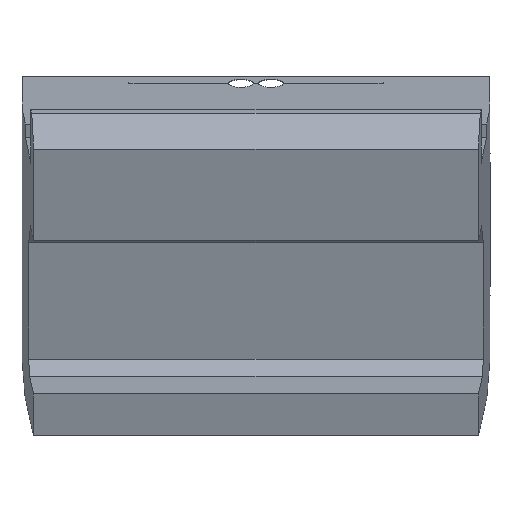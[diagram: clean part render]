
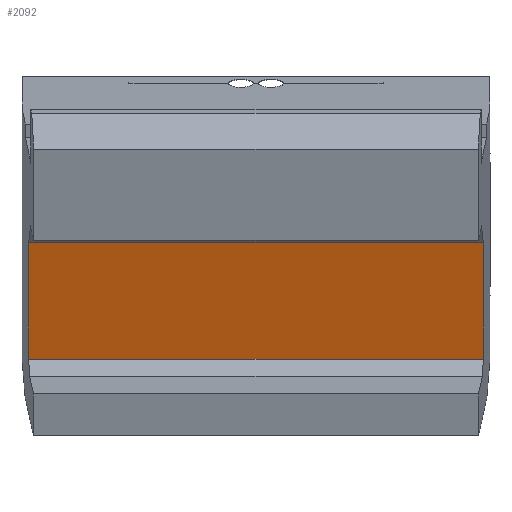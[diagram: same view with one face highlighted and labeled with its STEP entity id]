
A CAD part, left-side view. The second image highlights one B-rep face of the part: STEP entity #2092.
In plain terms, the highlighted planar face has unit normal (-0.947, 0, -0.322).
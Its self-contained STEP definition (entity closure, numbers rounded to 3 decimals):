
#489 = PLANE('',#490);
#490 = AXIS2_PLACEMENT_3D('',#491,#492,#493);
#491 = CARTESIAN_POINT('',(-1463.381,393.706,
    3893.487));
#492 = DIRECTION('',(-0.066,0.998,
    -0.022));
#493 = DIRECTION('',(-0.322,0.,0.947)
  );
#1379 = PLANE('',#1380);
#1380 = AXIS2_PLACEMENT_3D('',#1381,#1382,#1383);
#1381 = CARTESIAN_POINT('',(-1463.381,-393.706,
    3893.487));
#1382 = DIRECTION('',(0.066,0.998,0.022)
  );
#1383 = DIRECTION('',(0.322,0.,-0.947
    ));
#1983 = PLANE('',#1984);
#1984 = AXIS2_PLACEMENT_3D('',#1985,#1986,#1987);
#1985 = CARTESIAN_POINT('',(20.33,0.,
    -142.17));
#1986 = DIRECTION('',(-0.897,0.,0.442));
#1987 = DIRECTION('',(0.,1.,0.));
#2021 = VERTEX_POINT('',#2022);
#2022 = CARTESIAN_POINT('',(35.315,-402.657,-111.716
    ));
#2043 = EDGE_CURVE('',#2021,#2044,#2046,.T.);
#2044 = VERTEX_POINT('',#2045);
#2045 = CARTESIAN_POINT('',(35.315,402.657,
    -111.716));
#2046 = SURFACE_CURVE('',#2047,(#2051,#2058),.PCURVE_S1.);
#2047 = LINE('',#2048,#2049);
#2048 = CARTESIAN_POINT('',(35.315,0.,-111.716)
  );
#2049 = VECTOR('',#2050,1.);
#2050 = DIRECTION('',(0.,1.,0.));
#2051 = PCURVE('',#1983,#2052);
#2052 = DEFINITIONAL_REPRESENTATION('',(#2053),#2057);
#2053 = LINE('',#2054,#2055);
#2054 = CARTESIAN_POINT('',(0.,-33.941));
#2055 = VECTOR('',#2056,1.);
#2056 = DIRECTION('',(1.,0.));
#2057 = ( GEOMETRIC_REPRESENTATION_CONTEXT(2) 
PARAMETRIC_REPRESENTATION_CONTEXT() REPRESENTATION_CONTEXT('2D SPACE',''
  ) );
#2058 = PCURVE('',#2059,#2064);
#2059 = PLANE('',#2060);
#2060 = AXIS2_PLACEMENT_3D('',#2061,#2062,#2063);
#2061 = CARTESIAN_POINT('',(35.315,0.,-111.716
    ));
#2062 = DIRECTION('',(-0.947,0.,
    -0.322));
#2063 = DIRECTION('',(-0.322,0.,0.947)
  );
#2064 = DEFINITIONAL_REPRESENTATION('',(#2065),#2069);
#2065 = LINE('',#2066,#2067);
#2066 = CARTESIAN_POINT('',(0.,0.));
#2067 = VECTOR('',#2068,1.);
#2068 = DIRECTION('',(0.,1.));
#2069 = ( GEOMETRIC_REPRESENTATION_CONTEXT(2) 
PARAMETRIC_REPRESENTATION_CONTEXT() REPRESENTATION_CONTEXT('2D SPACE',''
  ) );
#2092 = ADVANCED_FACE('',(#2093),#2059,.T.);
#2093 = FACE_BOUND('',#2094,.T.);
#2094 = EDGE_LOOP('',(#2095,#2118,#2146,#2167));
#2095 = ORIENTED_EDGE('',*,*,#2096,.T.);
#2096 = EDGE_CURVE('',#2021,#2097,#2099,.T.);
#2097 = VERTEX_POINT('',#2098);
#2098 = CARTESIAN_POINT('',(-34.939,-402.657,
    94.654));
#2099 = SURFACE_CURVE('',#2100,(#2104,#2111),.PCURVE_S1.);
#2100 = LINE('',#2101,#2102);
#2101 = CARTESIAN_POINT('',(0.188,-402.657,
    -8.531));
#2102 = VECTOR('',#2103,1.);
#2103 = DIRECTION('',(-0.322,0.,0.947));
#2104 = PCURVE('',#2059,#2105);
#2105 = DEFINITIONAL_REPRESENTATION('',(#2106),#2110);
#2106 = LINE('',#2107,#2108);
#2107 = CARTESIAN_POINT('',(109.,-402.657));
#2108 = VECTOR('',#2109,1.);
#2109 = DIRECTION('',(1.,0.));
#2110 = ( GEOMETRIC_REPRESENTATION_CONTEXT(2) 
PARAMETRIC_REPRESENTATION_CONTEXT() REPRESENTATION_CONTEXT('2D SPACE',''
  ) );
#2111 = PCURVE('',#1379,#2112);
#2112 = DEFINITIONAL_REPRESENTATION('',(#2113),#2117);
#2113 = LINE('',#2114,#2115);
#2114 = CARTESIAN_POINT('',(4165.5,-128.313));
#2115 = VECTOR('',#2116,1.);
#2116 = DIRECTION('',(-1.,0.));
#2117 = ( GEOMETRIC_REPRESENTATION_CONTEXT(2) 
PARAMETRIC_REPRESENTATION_CONTEXT() REPRESENTATION_CONTEXT('2D SPACE',''
  ) );
#2118 = ORIENTED_EDGE('',*,*,#2119,.T.);
#2119 = EDGE_CURVE('',#2097,#2120,#2122,.T.);
#2120 = VERTEX_POINT('',#2121);
#2121 = CARTESIAN_POINT('',(-34.939,402.657,
    94.654));
#2122 = SURFACE_CURVE('',#2123,(#2127,#2134),.PCURVE_S1.);
#2123 = LINE('',#2124,#2125);
#2124 = CARTESIAN_POINT('',(-34.939,0.,
    94.654));
#2125 = VECTOR('',#2126,1.);
#2126 = DIRECTION('',(0.,1.,0.));
#2127 = PCURVE('',#2059,#2128);
#2128 = DEFINITIONAL_REPRESENTATION('',(#2129),#2133);
#2129 = LINE('',#2130,#2131);
#2130 = CARTESIAN_POINT('',(218.,0.));
#2131 = VECTOR('',#2132,1.);
#2132 = DIRECTION('',(0.,1.));
#2133 = ( GEOMETRIC_REPRESENTATION_CONTEXT(2) 
PARAMETRIC_REPRESENTATION_CONTEXT() REPRESENTATION_CONTEXT('2D SPACE',''
  ) );
#2134 = PCURVE('',#2135,#2140);
#2135 = PLANE('',#2136);
#2136 = AXIS2_PLACEMENT_3D('',#2137,#2138,#2139);
#2137 = CARTESIAN_POINT('',(-34.939,0.,
    94.654));
#2138 = DIRECTION('',(-0.442,0.,-0.897));
#2139 = DIRECTION('',(-0.897,0.,0.442
    ));
#2140 = DEFINITIONAL_REPRESENTATION('',(#2141),#2145);
#2141 = LINE('',#2142,#2143);
#2142 = CARTESIAN_POINT('',(0.,0.));
#2143 = VECTOR('',#2144,1.);
#2144 = DIRECTION('',(0.,1.));
#2145 = ( GEOMETRIC_REPRESENTATION_CONTEXT(2) 
PARAMETRIC_REPRESENTATION_CONTEXT() REPRESENTATION_CONTEXT('2D SPACE',''
  ) );
#2146 = ORIENTED_EDGE('',*,*,#2147,.F.);
#2147 = EDGE_CURVE('',#2044,#2120,#2148,.T.);
#2148 = SURFACE_CURVE('',#2149,(#2153,#2160),.PCURVE_S1.);
#2149 = LINE('',#2150,#2151);
#2150 = CARTESIAN_POINT('',(0.188,402.657,
    -8.531));
#2151 = VECTOR('',#2152,1.);
#2152 = DIRECTION('',(-0.322,0.,0.947));
#2153 = PCURVE('',#2059,#2154);
#2154 = DEFINITIONAL_REPRESENTATION('',(#2155),#2159);
#2155 = LINE('',#2156,#2157);
#2156 = CARTESIAN_POINT('',(109.,402.657));
#2157 = VECTOR('',#2158,1.);
#2158 = DIRECTION('',(1.,0.));
#2159 = ( GEOMETRIC_REPRESENTATION_CONTEXT(2) 
PARAMETRIC_REPRESENTATION_CONTEXT() REPRESENTATION_CONTEXT('2D SPACE',''
  ) );
#2160 = PCURVE('',#489,#2161);
#2161 = DEFINITIONAL_REPRESENTATION('',(#2162),#2166);
#2162 = LINE('',#2163,#2164);
#2163 = CARTESIAN_POINT('',(-4165.5,128.313));
#2164 = VECTOR('',#2165,1.);
#2165 = DIRECTION('',(1.,0.));
#2166 = ( GEOMETRIC_REPRESENTATION_CONTEXT(2) 
PARAMETRIC_REPRESENTATION_CONTEXT() REPRESENTATION_CONTEXT('2D SPACE',''
  ) );
#2167 = ORIENTED_EDGE('',*,*,#2043,.F.);
